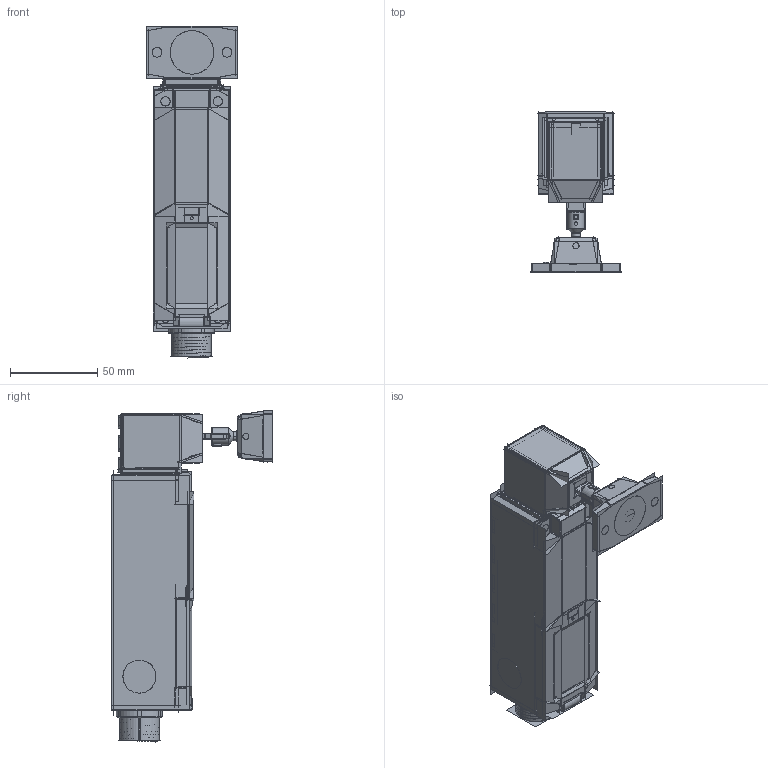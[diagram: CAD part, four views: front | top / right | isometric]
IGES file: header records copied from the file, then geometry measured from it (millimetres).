
Start section:  PTC IGES file: 192571.igs
Global section: file name: 192571.igs; native system: Creo Parametric by Parametric Technology Corporation; preprocessor: 2013230; author: pdmadmin; organization: Unknown; date: 20160120.174216; units: millimetre
Bounding box: 52 x 91.98 x 190.17 mm (x, y, z)
Volume: 517408.7 mm3; surface area: 1992564.5 mm2
Topology: 20 solids, 20 shells, 4910 faces, 30521 edges, 42109 vertices
Faces by surface type: bspline 3668, revolution 1234, extrusion 8
